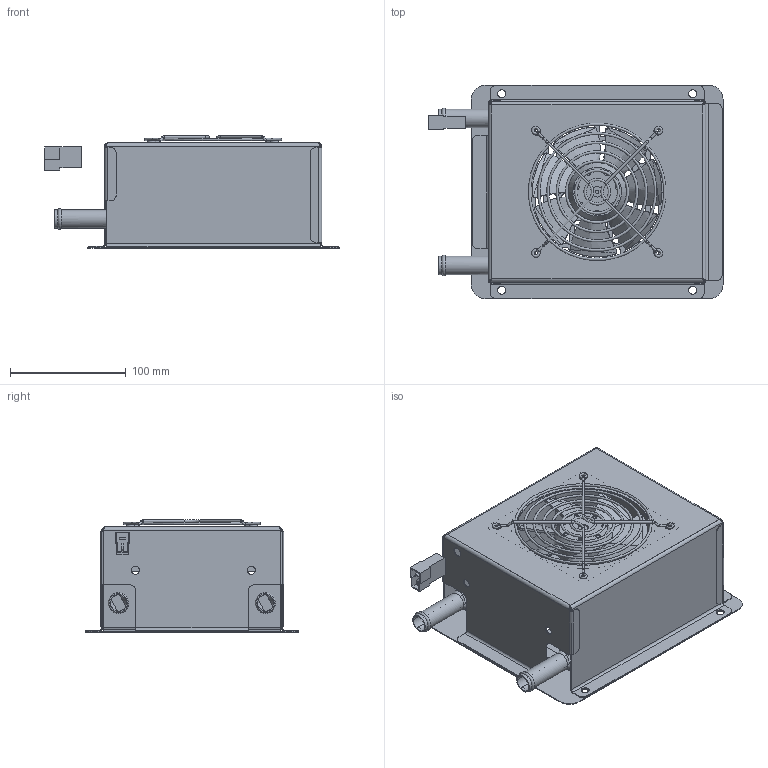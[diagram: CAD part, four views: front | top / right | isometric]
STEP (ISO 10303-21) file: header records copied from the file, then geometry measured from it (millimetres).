
FILE_DESCRIPTION(/* description */ ('HEATER UNIT 12V 2kW'),/* implementation_level */ '2;1');
FILE_NAME(/* name */ 'Marine Defroster 2 kW.stp',/* time_stamp */ '2020-01-24T13:55:21+01:00',/* author */ ('MICE'),/* organization */ ('Mobile Climate Control'),/* preprocessor_version */ 'ST-DEVELOPER v17',/* originating_system */ 'Autodesk Inventor 2018',/* authorisation */ 'Albin Pump Marine');
FILE_SCHEMA (('AUTOMOTIVE_DESIGN { 1 0 10303 214 3 1 1 }'));
Length unit declared in the file: millimetre
Products named in the file (12): C-S1W-036451; C-S1W-000027; C-S1W-000028; 22-0806; 22-0807; 27-0257; C-S1W-037100; C-S1W-032726; C-S1W-029584; 20.100.00.326; 20047; 20047_1
Assembly tree (12 placements, depth 3):
  C-S1W-036451
    C-S1W-000027
    C-S1W-000028
    22-0806
      22-0807
      27-0257  x2
    C-S1W-037100
      C-S1W-032726
    C-S1W-029584
    20.100.00.326
    20047
    20047_1
Bounding box: 254.05 x 184.5 x 96.8 mm (x, y, z)
Volume: 251162.4 mm3; surface area: 337282.4 mm2
Topology: 18 solids, 18 shells, 847 faces, 2343 edges, 1537 vertices
Faces by surface type: plane 388, cylinder 266, bspline 161, torus 31, cone 1
Full cylindrical faces by diameter (mm): 2 x12, 3 x3, 4 x7, 4.5 x8, 7 x16, 8.2 x1, 9 x1, 15.875 x4, 40 x1, 50 x1, 115 x1
Entity records: 34141 total; most frequent: CARTESIAN_POINT 13191, ORIENTED_EDGE 4436, DIRECTION 3957, EDGE_CURVE 2218, VERTEX_POINT 1457, AXIS2_PLACEMENT_3D 1364, LINE 1229, VECTOR 1229
